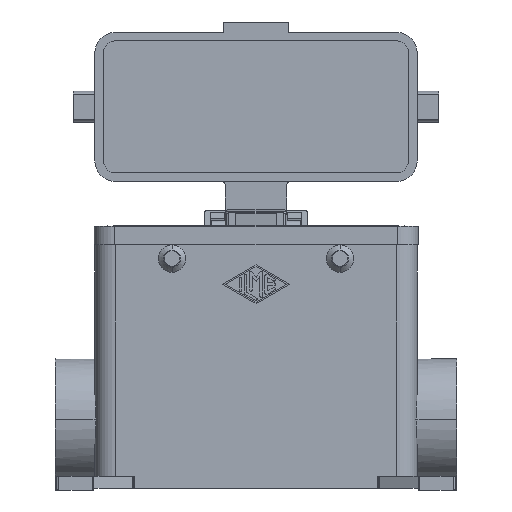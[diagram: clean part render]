
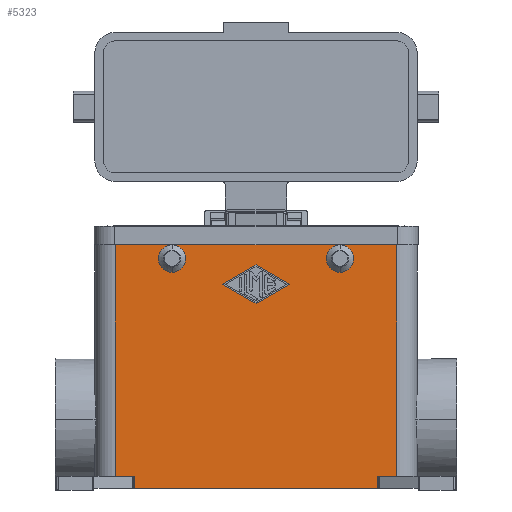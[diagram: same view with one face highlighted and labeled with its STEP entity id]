
A CAD part, front view. The second image highlights one B-rep face of the part: STEP entity #5323.
In plain terms, the highlighted planar face has unit normal (0, -1, 0).
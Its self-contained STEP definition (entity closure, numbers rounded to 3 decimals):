
#3135=CARTESIAN_POINT('',(24.5,-21.75,23.5));
#3136=VERTEX_POINT('',#3135);
#3143=CARTESIAN_POINT('',(24.5,-21.75,15.5));
#3144=VERTEX_POINT('',#3143);
#3145=CARTESIAN_POINT('',(24.5,-21.75,19.5));
#3146=DIRECTION('',(0.0,1.0,0.0));
#3147=DIRECTION('',(0.0,0.0,1.0));
#3148=AXIS2_PLACEMENT_3D('',#3145,#3146,#3147);
#3149=CIRCLE('',#3148,4.);
#3150=EDGE_CURVE('',#3144,#3136,#3149,.T.);
#3536=CARTESIAN_POINT('',(-24.5,-21.75,23.5));
#3537=VERTEX_POINT('',#3536);
#3544=CARTESIAN_POINT('',(-24.5,-21.75,15.5));
#3545=VERTEX_POINT('',#3544);
#3546=CARTESIAN_POINT('',(-24.5,-21.75,19.5));
#3547=DIRECTION('',(0.0,1.0,0.0));
#3548=DIRECTION('',(0.0,0.0,1.0));
#3549=AXIS2_PLACEMENT_3D('',#3546,#3547,#3548);
#3550=CIRCLE('',#3549,4.);
#3551=EDGE_CURVE('',#3545,#3537,#3550,.T.);
#5126=CARTESIAN_POINT('',(-35.541,-21.75,-47.5));
#5127=VERTEX_POINT('',#5126);
#5135=CARTESIAN_POINT('',(-35.541,-21.75,-44.));
#5136=VERTEX_POINT('',#5135);
#5137=CARTESIAN_POINT('',(-35.541,-21.75,-47.5));
#5138=DIRECTION('',(0.0,0.0,1.0));
#5139=VECTOR('',#5138,3.5);
#5140=LINE('',#5137,#5139);
#5141=EDGE_CURVE('',#5127,#5136,#5140,.T.);
#5181=CARTESIAN_POINT('',(35.541,-21.75,-44.));
#5182=VERTEX_POINT('',#5181);
#5190=CARTESIAN_POINT('',(35.541,-21.75,-47.5));
#5191=VERTEX_POINT('',#5190);
#5192=CARTESIAN_POINT('',(35.541,-21.75,-44.));
#5193=DIRECTION('',(0.0,0.0,-1.0));
#5194=VECTOR('',#5193,3.5);
#5195=LINE('',#5192,#5194);
#5196=EDGE_CURVE('',#5182,#5191,#5195,.T.);
#5208=CARTESIAN_POINT('',(41.,-21.75,1.5));
#5209=DIRECTION('',(0.0,-1.0,0.0));
#5210=DIRECTION('',(0.0,0.0,-1.0));
#5211=AXIS2_PLACEMENT_3D('',#5208,#5209,#5210);
#5212=PLANE('',#5211);
#5213=ORIENTED_EDGE('',*,*,#5141,.F.);
#5214=CARTESIAN_POINT('',(35.541,-21.75,-47.5));
#5215=DIRECTION('',(-1.0,0.0,0.0));
#5216=VECTOR('',#5215,71.081);
#5217=LINE('',#5214,#5216);
#5218=EDGE_CURVE('',#5191,#5127,#5217,.T.);
#5219=ORIENTED_EDGE('',*,*,#5218,.F.);
#5220=ORIENTED_EDGE('',*,*,#5196,.F.);
#5221=CARTESIAN_POINT('',(41.0,-21.75,-44.0));
#5222=VERTEX_POINT('',#5221);
#5223=CARTESIAN_POINT('',(35.541,-21.75,-44.));
#5224=DIRECTION('',(1.0,0.0,0.0));
#5225=VECTOR('',#5224,5.459);
#5226=LINE('',#5223,#5225);
#5227=EDGE_CURVE('',#5182,#5222,#5226,.T.);
#5228=ORIENTED_EDGE('',*,*,#5227,.T.);
#5229=CARTESIAN_POINT('',(41.,-21.75,23.5));
#5230=VERTEX_POINT('',#5229);
#5231=CARTESIAN_POINT('',(41.,-21.75,23.5));
#5232=DIRECTION('',(0.0,0.0,-1.0));
#5233=VECTOR('',#5232,67.5);
#5234=LINE('',#5231,#5233);
#5235=EDGE_CURVE('',#5230,#5222,#5234,.T.);
#5236=ORIENTED_EDGE('',*,*,#5235,.F.);
#5237=CARTESIAN_POINT('',(41.,-21.75,23.5));
#5238=DIRECTION('',(-1.0,0.0,0.0));
#5239=VECTOR('',#5238,16.5);
#5240=LINE('',#5237,#5239);
#5241=EDGE_CURVE('',#5230,#3136,#5240,.T.);
#5242=ORIENTED_EDGE('',*,*,#5241,.T.);
#5243=CARTESIAN_POINT('',(24.5,-21.75,19.5));
#5244=DIRECTION('',(0.0,1.0,0.0));
#5245=DIRECTION('',(0.0,0.0,1.0));
#5246=AXIS2_PLACEMENT_3D('',#5243,#5244,#5245);
#5247=CIRCLE('',#5246,4.);
#5248=EDGE_CURVE('',#3136,#3144,#5247,.T.);
#5249=ORIENTED_EDGE('',*,*,#5248,.T.);
#5250=ORIENTED_EDGE('',*,*,#3150,.T.);
#5251=CARTESIAN_POINT('',(24.5,-21.75,23.5));
#5252=DIRECTION('',(-1.0,0.0,0.0));
#5253=VECTOR('',#5252,49.0);
#5254=LINE('',#5251,#5253);
#5255=EDGE_CURVE('',#3136,#3537,#5254,.T.);
#5256=ORIENTED_EDGE('',*,*,#5255,.T.);
#5257=CARTESIAN_POINT('',(-24.5,-21.75,19.5));
#5258=DIRECTION('',(0.0,1.0,0.0));
#5259=DIRECTION('',(0.0,0.0,1.0));
#5260=AXIS2_PLACEMENT_3D('',#5257,#5258,#5259);
#5261=CIRCLE('',#5260,4.);
#5262=EDGE_CURVE('',#3537,#3545,#5261,.T.);
#5263=ORIENTED_EDGE('',*,*,#5262,.T.);
#5264=ORIENTED_EDGE('',*,*,#3551,.T.);
#5265=CARTESIAN_POINT('',(-41.,-21.75,23.5));
#5266=VERTEX_POINT('',#5265);
#5267=CARTESIAN_POINT('',(-24.5,-21.75,23.5));
#5268=DIRECTION('',(-1.0,0.0,0.0));
#5269=VECTOR('',#5268,16.5);
#5270=LINE('',#5267,#5269);
#5271=EDGE_CURVE('',#3537,#5266,#5270,.T.);
#5272=ORIENTED_EDGE('',*,*,#5271,.T.);
#5273=CARTESIAN_POINT('',(-41.0,-21.75,-44.0));
#5274=VERTEX_POINT('',#5273);
#5275=CARTESIAN_POINT('',(-41.,-21.75,23.5));
#5276=DIRECTION('',(0.0,0.0,-1.0));
#5277=VECTOR('',#5276,67.5);
#5278=LINE('',#5275,#5277);
#5279=EDGE_CURVE('',#5266,#5274,#5278,.T.);
#5280=ORIENTED_EDGE('',*,*,#5279,.T.);
#5281=CARTESIAN_POINT('',(-41.0,-21.75,-44.0));
#5282=DIRECTION('',(1.0,0.0,0.0));
#5283=VECTOR('',#5282,5.459);
#5284=LINE('',#5281,#5283);
#5285=EDGE_CURVE('',#5274,#5136,#5284,.T.);
#5286=ORIENTED_EDGE('',*,*,#5285,.T.);
#5287=EDGE_LOOP('',(#5213,#5219,#5220,#5228,#5236,#5242,#5249,#5250,#5256,#5263,#5264,#5272,#5280,#5286));
#5288=FACE_OUTER_BOUND('',#5287,.T.);
#5289=CARTESIAN_POINT('',(0.,-21.75,6.375));
#5290=VERTEX_POINT('',#5289);
#5291=CARTESIAN_POINT('',(-9.75,-21.75,12.));
#5292=VERTEX_POINT('',#5291);
#5293=CARTESIAN_POINT('',(0.,-21.75,6.375));
#5294=DIRECTION('',(-0.866,0.0,0.5));
#5295=VECTOR('',#5294,11.256);
#5296=LINE('',#5293,#5295);
#5297=EDGE_CURVE('',#5290,#5292,#5296,.T.);
#5298=ORIENTED_EDGE('',*,*,#5297,.T.);
#5299=CARTESIAN_POINT('',(0.,-21.75,17.625));
#5300=VERTEX_POINT('',#5299);
#5301=CARTESIAN_POINT('',(-9.75,-21.75,12.));
#5302=DIRECTION('',(0.866,0.0,0.5));
#5303=VECTOR('',#5302,11.256);
#5304=LINE('',#5301,#5303);
#5305=EDGE_CURVE('',#5292,#5300,#5304,.T.);
#5306=ORIENTED_EDGE('',*,*,#5305,.T.);
#5307=CARTESIAN_POINT('',(9.75,-21.75,12.0));
#5308=VERTEX_POINT('',#5307);
#5309=CARTESIAN_POINT('',(0.,-21.75,17.625));
#5310=DIRECTION('',(0.866,0.0,-0.5));
#5311=VECTOR('',#5310,11.256);
#5312=LINE('',#5309,#5311);
#5313=EDGE_CURVE('',#5300,#5308,#5312,.T.);
#5314=ORIENTED_EDGE('',*,*,#5313,.T.);
#5315=CARTESIAN_POINT('',(9.75,-21.75,12.0));
#5316=DIRECTION('',(-0.866,0.0,-0.5));
#5317=VECTOR('',#5316,11.256);
#5318=LINE('',#5315,#5317);
#5319=EDGE_CURVE('',#5308,#5290,#5318,.T.);
#5320=ORIENTED_EDGE('',*,*,#5319,.T.);
#5321=EDGE_LOOP('',(#5298,#5306,#5314,#5320));
#5322=FACE_BOUND('',#5321,.T.);
#5323=ADVANCED_FACE('',(#5288,#5322),#5212,.T.);
